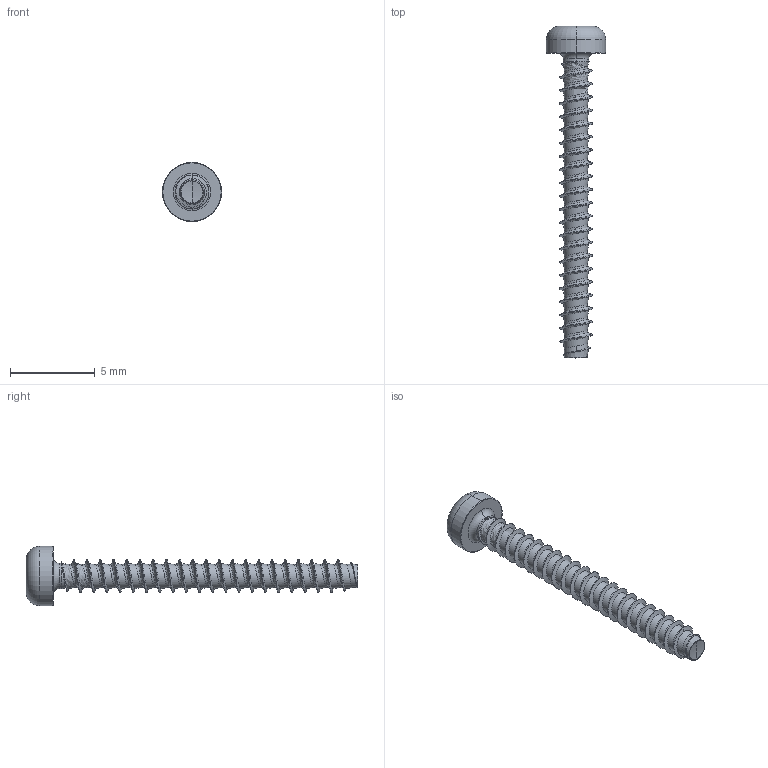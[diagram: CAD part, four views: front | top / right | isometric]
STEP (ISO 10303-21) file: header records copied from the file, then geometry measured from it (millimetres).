
FILE_DESCRIPTION (( 'STEP AP203' ), '1' );
FILE_NAME ('STP390200180.STEP', '2017-08-15T19:11:18', ( '' ), ( '' ), 'SwSTEP 2.0', 'SolidWorks 2015', '' );
FILE_SCHEMA (( 'CONFIG_CONTROL_DESIGN' ));
Length unit declared in the file: millimetre
Products named in the file (1): STP390200180
Bounding box: 3.5 x 19.6 x 3.5 mm (x, y, z)
Volume: 43.7 mm3; surface area: 167.4 mm2
Topology: 1 solids, 1 shells, 126 faces, 326 edges, 202 vertices
Faces by surface type: cylinder 69, bspline 35, cone 10, torus 6, sphere 4, plane 2
Entity records: 31833 total; most frequent: CARTESIAN_POINT 29194, ORIENTED_EDGE 648, DIRECTION 387, EDGE_CURVE 324, VERTEX_POINT 202, AXIS2_PLACEMENT_3D 152, B_SPLINE_CURVE_WITH_KNOTS 136, EDGE_LOOP 128
